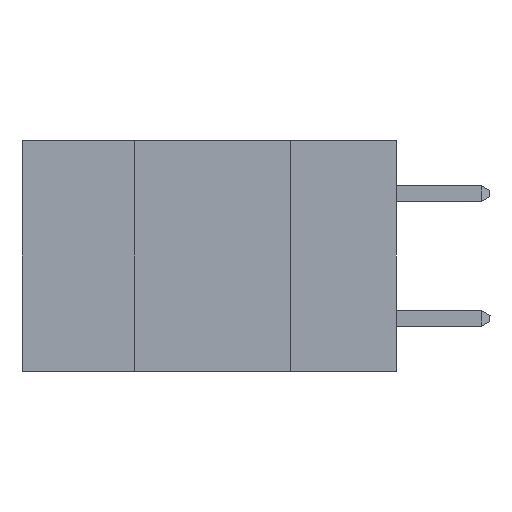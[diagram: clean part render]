
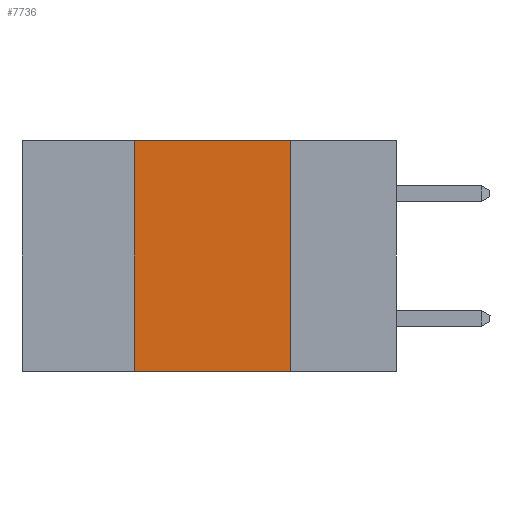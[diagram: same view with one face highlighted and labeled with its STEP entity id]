
A CAD part, left-side view. The second image highlights one B-rep face of the part: STEP entity #7736.
In plain terms, the highlighted planar face has unit normal (-1, 0, 0).
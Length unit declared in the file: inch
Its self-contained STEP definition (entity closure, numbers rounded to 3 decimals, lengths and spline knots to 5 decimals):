
#16 = AXIS2_PLACEMENT_3D ( 'NONE', #10454, #10353, #10299 ) ;
#138 = DIRECTION ( 'NONE',  ( 0., -1., 0. ) ) ;
#498 = ORIENTED_EDGE ( 'NONE', *, *, #4875, .F. ) ;
#621 = LINE ( 'NONE', #6213, #11104 ) ;
#2343 = CARTESIAN_POINT ( 'NONE',  ( 0., 0.17, -0.37 ) ) ;
#2345 = DIRECTION ( 'NONE',  ( 0., 0., -1. ) ) ;
#2506 = EDGE_LOOP ( 'NONE', ( #498, #11310, #2977, #8167 ) ) ;
#2977 = ORIENTED_EDGE ( 'NONE', *, *, #6310, .F. ) ;
#3542 = VECTOR ( 'NONE', #138, 39.37008 ) ;
#3692 = VERTEX_POINT ( 'NONE', #4175 ) ;
#4175 = CARTESIAN_POINT ( 'NONE',  ( 0., 0.17, 0. ) ) ;
#4818 = FACE_OUTER_BOUND ( 'NONE', #2506, .T. ) ;
#4875 = EDGE_CURVE ( 'NONE', #3692, #10451, #8025, .T. ) ;
#5588 = EDGE_CURVE ( 'NONE', #10676, #3692, #11596, .T. ) ;
#6213 = CARTESIAN_POINT ( 'NONE',  ( 0., 0.42, -0.37 ) ) ;
#6310 = EDGE_CURVE ( 'NONE', #7656, #10676, #621, .T. ) ;
#6818 = CARTESIAN_POINT ( 'NONE',  ( 0., 0.6, 0. ) ) ;
#7001 = EDGE_CURVE ( 'NONE', #7656, #10451, #7607, .T. ) ;
#7302 = CARTESIAN_POINT ( 'NONE',  ( 0., 0.17, -0.37 ) ) ;
#7607 = LINE ( 'NONE', #11365, #12742 ) ;
#7656 = VERTEX_POINT ( 'NONE', #11486 ) ;
#7736 = ADVANCED_FACE ( 'NONE', ( #4818 ), #10468, .F. ) ;
#8025 = LINE ( 'NONE', #2343, #10844 ) ;
#8167 = ORIENTED_EDGE ( 'NONE', *, *, #7001, .T. ) ;
#10299 = DIRECTION ( 'NONE',  ( 0., 0., -1. ) ) ;
#10353 = DIRECTION ( 'NONE',  ( 1., 0., 0. ) ) ;
#10451 = VERTEX_POINT ( 'NONE', #7302 ) ;
#10454 = CARTESIAN_POINT ( 'NONE',  ( 0., 0.6, 0. ) ) ;
#10468 = PLANE ( 'NONE',  #16 ) ;
#10676 = VERTEX_POINT ( 'NONE', #11693 ) ;
#10844 = VECTOR ( 'NONE', #2345, 39.37008 ) ;
#11104 = VECTOR ( 'NONE', #11914, 39.37008 ) ;
#11310 = ORIENTED_EDGE ( 'NONE', *, *, #5588, .F. ) ;
#11331 = DIRECTION ( 'NONE',  ( 0., -1., 0. ) ) ;
#11365 = CARTESIAN_POINT ( 'NONE',  ( 0., 0.6, -0.37 ) ) ;
#11486 = CARTESIAN_POINT ( 'NONE',  ( 0., 0.42, -0.37 ) ) ;
#11596 = LINE ( 'NONE', #6818, #3542 ) ;
#11693 = CARTESIAN_POINT ( 'NONE',  ( 0., 0.42, 0. ) ) ;
#11914 = DIRECTION ( 'NONE',  ( 0., 0., 1. ) ) ;
#12742 = VECTOR ( 'NONE', #11331, 39.37008 ) ;
